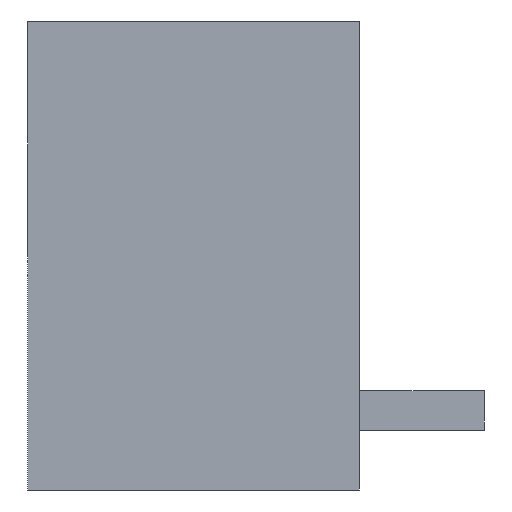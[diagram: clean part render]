
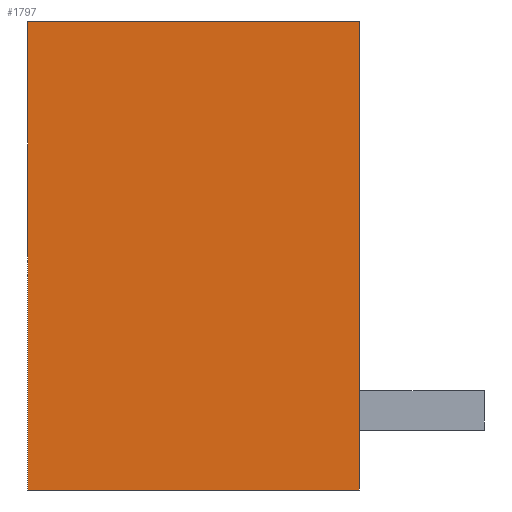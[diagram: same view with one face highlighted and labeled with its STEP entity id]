
A CAD part, left-side view. The second image highlights one B-rep face of the part: STEP entity #1797.
In plain terms, the highlighted planar face has unit normal (-1, 0, 0).
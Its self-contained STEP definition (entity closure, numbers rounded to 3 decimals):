
#1784=AXIS2_PLACEMENT_3D('Plane Axis2P3D',#1781,#1782,#1783) ;
#188=CARTESIAN_POINT('Vertex',(0.,3.2,12.)) ;
#191=CARTESIAN_POINT('Line Origine',(0.,3.2,6.)) ;
#195=CARTESIAN_POINT('Vertex',(0.,3.2,0.)) ;
#249=CARTESIAN_POINT('Line Origine',(0.,7.45,0.)) ;
#253=CARTESIAN_POINT('Vertex',(0.,11.7,0.)) ;
#1257=CARTESIAN_POINT('Line Origine',(0.,7.45,12.)) ;
#1261=CARTESIAN_POINT('Vertex',(0.,11.7,12.)) ;
#1781=CARTESIAN_POINT('Axis2P3D Location',(0.,0.,0.)) ;
#1786=CARTESIAN_POINT('Line Origine',(0.,11.7,6.)) ;
#192=DIRECTION('Vector Direction',(0.,0.,-1.)) ;
#250=DIRECTION('Vector Direction',(0.,-1.,0.)) ;
#1258=DIRECTION('Vector Direction',(0.,1.,0.)) ;
#1782=DIRECTION('Axis2P3D Direction',(-1.,0.,0.)) ;
#1783=DIRECTION('Axis2P3D XDirection',(0.,0.,1.)) ;
#1787=DIRECTION('Vector Direction',(0.,0.,1.)) ;
#193=VECTOR('Line Direction',#192,1.) ;
#251=VECTOR('Line Direction',#250,1.) ;
#1259=VECTOR('Line Direction',#1258,1.) ;
#1788=VECTOR('Line Direction',#1787,1.) ;
#1792=ORIENTED_EDGE('',*,*,#255,.T.) ;
#1793=ORIENTED_EDGE('',*,*,#197,.T.) ;
#1794=ORIENTED_EDGE('',*,*,#1263,.T.) ;
#1795=ORIENTED_EDGE('',*,*,#1790,.T.) ;
#1797=ADVANCED_FACE('HOUSING',(#1796),#1785,.T.) ;
#197=EDGE_CURVE('',#196,#189,#194,.F.) ;
#255=EDGE_CURVE('',#254,#196,#252,.T.) ;
#1263=EDGE_CURVE('',#189,#1262,#1260,.T.) ;
#1790=EDGE_CURVE('',#1262,#254,#1789,.F.) ;
#1791=EDGE_LOOP('',(#1792,#1793,#1794,#1795)) ;
#1796=FACE_OUTER_BOUND('',#1791,.T.) ;
#194=LINE('Line',#191,#193) ;
#252=LINE('Line',#249,#251) ;
#1260=LINE('Line',#1257,#1259) ;
#1789=LINE('Line',#1786,#1788) ;
#1785=PLANE('',#1784) ;
#189=VERTEX_POINT('',#188) ;
#196=VERTEX_POINT('',#195) ;
#254=VERTEX_POINT('',#253) ;
#1262=VERTEX_POINT('',#1261) ;
